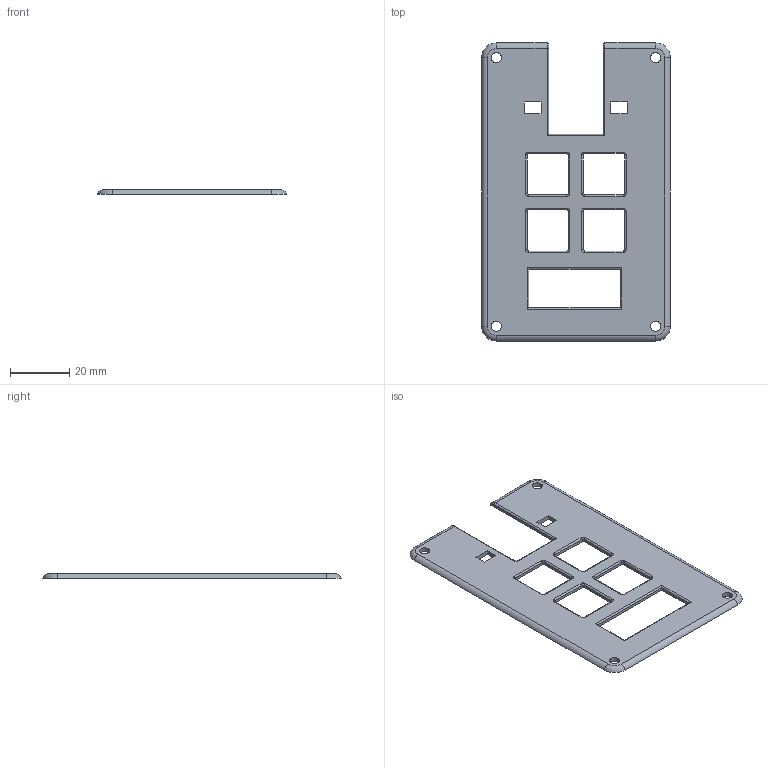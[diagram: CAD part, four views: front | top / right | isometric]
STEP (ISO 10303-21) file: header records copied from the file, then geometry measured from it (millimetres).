
FILE_DESCRIPTION(/* description */ (''),/* implementation_level */ '2;1');
FILE_NAME(/* name */ 'top.step',/* time_stamp */ '2025-12-18T14:46:43+05:00',/* author */ (''),/* organization */ (''),/* preprocessor_version */ 'ST-DEVELOPER v20.1',/* originating_system */ 'Autodesk Translation Framework v14.21.0.0',/* authorisation */ '');
FILE_SCHEMA (('AUTOMOTIVE_DESIGN { 1 0 10303 214 3 1 1 }'));
Length unit declared in the file: millimetre
Products named in the file (1): top
Bounding box: 64 x 101 x 1.5 mm (x, y, z)
Volume: 6655.6 mm3; surface area: 10034.6 mm2
Topology: 1 solids, 1 shells, 103 faces, 263 edges, 162 vertices
Faces by surface type: cylinder 48, plane 33, torus 22
Full cylindrical faces by diameter (mm): 3.4 x4
Entity records: 3204 total; most frequent: DIRECTION 585, CARTESIAN_POINT 547, ORIENTED_EDGE 526, EDGE_CURVE 263, AXIS2_PLACEMENT_3D 220, VERTEX_POINT 162, LINE 145, VECTOR 145
